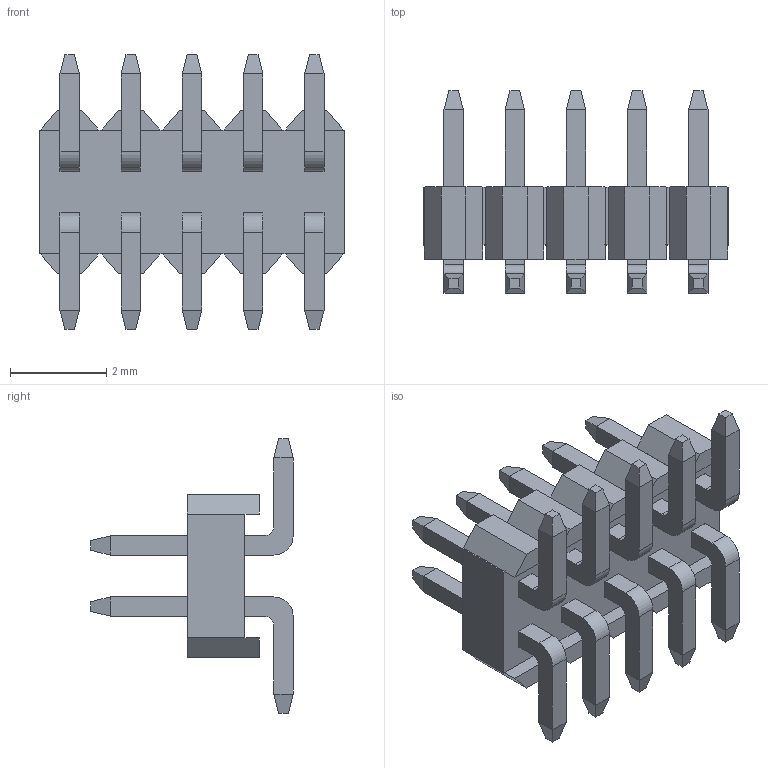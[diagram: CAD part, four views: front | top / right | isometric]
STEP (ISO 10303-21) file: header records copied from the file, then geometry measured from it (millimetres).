
FILE_DESCRIPTION(/* description */ ('STEP AP214'),/* implementation_level */ '2;1');
FILE_NAME(/* name */ 'BD095-10A-A0-0200-0070-0570-L-B',/* time_stamp */ '2024-01-10T10:21:11+01:00',/* author */ ('License CC BY-ND 4.0'),/* organization */ ('CADENAS'),/* preprocessor_version */ 'ST-DEVELOPER v19.3',/* originating_system */ 'PARTsolutions',/* authorisation */ ' ');
FILE_SCHEMA (('AUTOMOTIVE_DESIGN {1 0 10303 214 3 1 1}'));
Length unit declared in the file: millimetre
Products named in the file (3): BD095-10A-A0-0200-0070-0570-L-B;  BG075-10A-A0-0200-0070-0570-L-B_P;  BG075-10A-A0-0200-0070-0570-L-B_H
Assembly tree (11 placements, depth 2):
  BD095-10A-A0-0200-0070-0570-L-B
     BG075-10A-A0-0200-0070-0570-L-B_P  x10
     BG075-10A-A0-0200-0070-0570-L-B_H
Bounding box: 6.35 x 4.2 x 5.7 mm (x, y, z)
Volume: 32.3 mm3; surface area: 186 mm2
Topology: 11 solids, 11 shells, 286 faces, 692 edges, 428 vertices
Faces by surface type: plane 266, cylinder 20
Entity records: 3944 total; most frequent: CARTESIAN_POINT 680, ORIENTED_EDGE 664, DIRECTION 608, EDGE_CURVE 332, LINE 328, VECTOR 328, VERTEX_POINT 212, EDGE_LOOP 144
